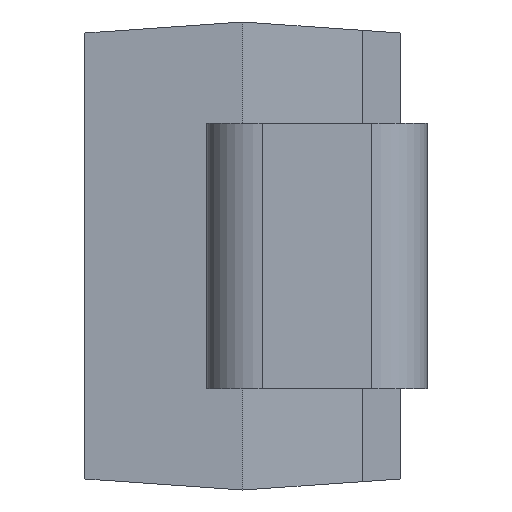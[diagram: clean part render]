
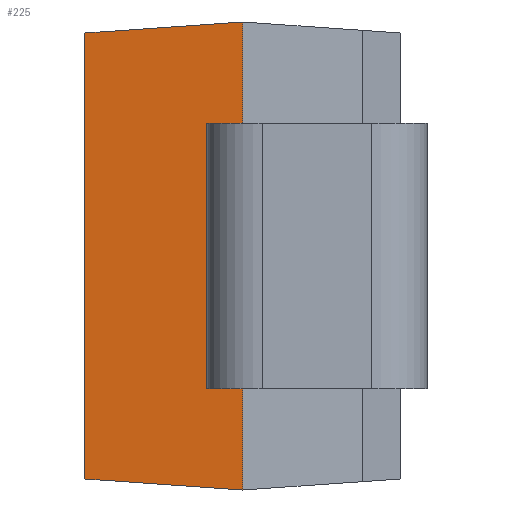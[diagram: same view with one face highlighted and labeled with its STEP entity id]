
A CAD part, left-side view. The second image highlights one B-rep face of the part: STEP entity #225.
In plain terms, the highlighted planar face has unit normal (-0.998, 0.07, 0).
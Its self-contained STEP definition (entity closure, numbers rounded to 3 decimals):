
#25 = LINE ( 'NONE', #113, #613 ) ;
#54 = CARTESIAN_POINT ( 'NONE',  ( -2.114, 2.65, 1.813 ) ) ;
#107 = DIRECTION ( 'NONE',  ( 0.07, 0.995, -0.07 ) ) ;
#113 = CARTESIAN_POINT ( 'NONE',  ( -2.2, 1.427, 1.813 ) ) ;
#177 = VECTOR ( 'NONE', #107, 1000. ) ;
#190 = CARTESIAN_POINT ( 'NONE',  ( -2.114, 2.65, 1.813 ) ) ;
#216 = VECTOR ( 'NONE', #1035, 1000. ) ;
#225 = ADVANCED_FACE ( 'NONE', ( #944 ), #553, .F. ) ;
#345 = DIRECTION ( 'NONE',  ( 0., 0., -1. ) ) ;
#346 = VERTEX_POINT ( 'NONE', #579 ) ;
#384 = LINE ( 'NONE', #493, #177 ) ;
#406 = EDGE_LOOP ( 'NONE', ( #641, #956, #1287, #879 ) ) ;
#433 = VERTEX_POINT ( 'NONE', #849 ) ;
#449 = DIRECTION ( 'NONE',  ( 0.998, -0.07, 0. ) ) ;
#493 = CARTESIAN_POINT ( 'NONE',  ( -2.115, 2.644, 1.727 ) ) ;
#549 = VERTEX_POINT ( 'NONE', #668 ) ;
#553 = PLANE ( 'NONE',  #749 ) ;
#579 = CARTESIAN_POINT ( 'NONE',  ( -2.2, 1.427, -1.813 ) ) ;
#613 = VECTOR ( 'NONE', #823, 1000. ) ;
#641 = ORIENTED_EDGE ( 'NONE', *, *, #877, .T. ) ;
#642 = EDGE_CURVE ( 'NONE', #1098, #549, #384, .T. ) ;
#668 = CARTESIAN_POINT ( 'NONE',  ( -2.114, 2.65, 1.727 ) ) ;
#749 = AXIS2_PLACEMENT_3D ( 'NONE', #54, #449, #345 ) ;
#761 = DIRECTION ( 'NONE',  ( 0., 0., -1. ) ) ;
#823 = DIRECTION ( 'NONE',  ( 0., 0., -1. ) ) ;
#849 = CARTESIAN_POINT ( 'NONE',  ( -2.114, 2.65, -1.727 ) ) ;
#877 = EDGE_CURVE ( 'NONE', #549, #433, #1068, .T. ) ;
#879 = ORIENTED_EDGE ( 'NONE', *, *, #642, .T. ) ;
#933 = VECTOR ( 'NONE', #761, 1000. ) ;
#934 = LINE ( 'NONE', #1031, #216 ) ;
#944 = FACE_OUTER_BOUND ( 'NONE', #406, .T. ) ;
#956 = ORIENTED_EDGE ( 'NONE', *, *, #1112, .T. ) ;
#1013 = EDGE_CURVE ( 'NONE', #1098, #346, #25, .T. ) ;
#1031 = CARTESIAN_POINT ( 'NONE',  ( -2.097, 2.895, -1.71 ) ) ;
#1035 = DIRECTION ( 'NONE',  ( -0.07, -0.995, -0.07 ) ) ;
#1068 = LINE ( 'NONE', #190, #933 ) ;
#1098 = VERTEX_POINT ( 'NONE', #1239 ) ;
#1112 = EDGE_CURVE ( 'NONE', #433, #346, #934, .T. ) ;
#1239 = CARTESIAN_POINT ( 'NONE',  ( -2.2, 1.427, 1.813 ) ) ;
#1287 = ORIENTED_EDGE ( 'NONE', *, *, #1013, .F. ) ;
